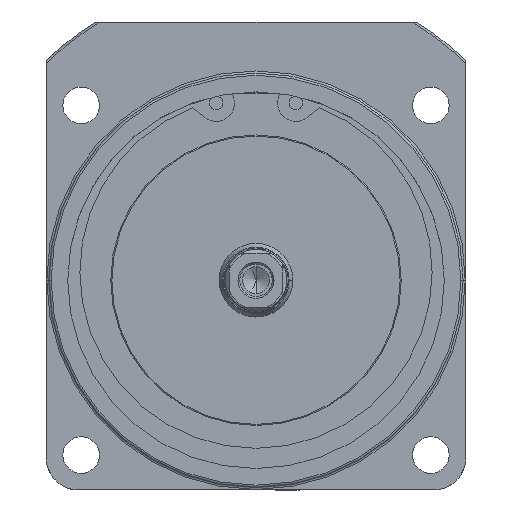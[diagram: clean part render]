
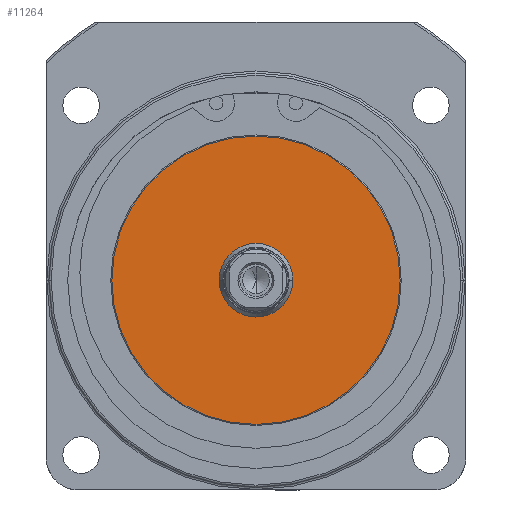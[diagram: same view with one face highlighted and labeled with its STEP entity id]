
A CAD part, front view. The second image highlights one B-rep face of the part: STEP entity #11264.
In plain terms, the highlighted planar face has unit normal (0, -1, 0).
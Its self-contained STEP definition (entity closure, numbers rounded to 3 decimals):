
#361 = CARTESIAN_POINT ( 'NONE',  ( 0., -127.7, 0. ) ) ;
#365 = DIRECTION ( 'NONE',  ( 0., -1., 0. ) ) ;
#366 = DIRECTION ( 'NONE',  ( 1., 0., 0. ) ) ;
#367 = CARTESIAN_POINT ( 'NONE',  ( 0., -127.7, 0. ) ) ;
#368 = DIRECTION ( 'NONE',  ( 0., -1., 0. ) ) ;
#369 = DIRECTION ( 'NONE',  ( 1., 0., 0. ) ) ;
#704 = AXIS2_PLACEMENT_3D ( 'NONE', #10357, #10358, #10359 ) ;
#735 = AXIS2_PLACEMENT_3D ( 'NONE', #10493, #10494, #10495 ) ;
#831 = EDGE_CURVE ( 'NONE', #6595, #6518, #8590, .T. ) ;
#835 = EDGE_CURVE ( 'NONE', #6625, #6488, #8591, .T. ) ;
#1364 = FACE_OUTER_BOUND ( 'NONE', #4981, .T. ) ;
#1371 = FACE_BOUND ( 'NONE', #5508, .T. ) ;
#1373 = AXIS2_PLACEMENT_3D ( 'NONE', #2784, #2785, #2786 ) ;
#2783 = PLANE ( 'NONE',  #1373 ) ;
#2784 = CARTESIAN_POINT ( 'NONE',  ( -26.8, -127.7, 0. ) ) ;
#2785 = DIRECTION ( 'NONE',  ( 0., 1., 0. ) ) ;
#2786 = DIRECTION ( 'NONE',  ( -1., 0., 0. ) ) ;
#4981 = EDGE_LOOP ( 'NONE', ( #5074, #5072 ) ) ;
#5069 = ORIENTED_EDGE ( 'NONE', *, *, #8230, .F. ) ;
#5071 = ORIENTED_EDGE ( 'NONE', *, *, #835, .F. ) ;
#5072 = ORIENTED_EDGE ( 'NONE', *, *, #831, .T. ) ;
#5074 = ORIENTED_EDGE ( 'NONE', *, *, #8263, .T. ) ;
#5508 = EDGE_LOOP ( 'NONE', ( #5071, #5069 ) ) ;
#6488 = VERTEX_POINT ( 'NONE', #7443 ) ;
#6518 = VERTEX_POINT ( 'NONE', #7473 ) ;
#6595 = VERTEX_POINT ( 'NONE', #7550 ) ;
#6625 = VERTEX_POINT ( 'NONE', #7580 ) ;
#7443 = CARTESIAN_POINT ( 'NONE',  ( -6.85, -127.7, 0. ) ) ;
#7473 = CARTESIAN_POINT ( 'NONE',  ( 26.8, -127.7, 0. ) ) ;
#7550 = CARTESIAN_POINT ( 'NONE',  ( -26.8, -127.7, 0. ) ) ;
#7580 = CARTESIAN_POINT ( 'NONE',  ( 6.85, -127.7, 0. ) ) ;
#8230 = EDGE_CURVE ( 'NONE', #6488, #6625, #8755, .T. ) ;
#8263 = EDGE_CURVE ( 'NONE', #6518, #6595, #8776, .T. ) ;
#8590 = CIRCLE ( 'NONE', #10020, 26.8 ) ;
#8591 = CIRCLE ( 'NONE', #10328, 6.85 ) ;
#8755 = CIRCLE ( 'NONE', #704, 6.85 ) ;
#8776 = CIRCLE ( 'NONE', #735, 26.8 ) ;
#10020 = AXIS2_PLACEMENT_3D ( 'NONE', #361, #365, #366 ) ;
#10328 = AXIS2_PLACEMENT_3D ( 'NONE', #367, #368, #369 ) ;
#10357 = CARTESIAN_POINT ( 'NONE',  ( 0., -127.7, 0. ) ) ;
#10358 = DIRECTION ( 'NONE',  ( 0., -1., 0. ) ) ;
#10359 = DIRECTION ( 'NONE',  ( 1., 0., 0. ) ) ;
#10493 = CARTESIAN_POINT ( 'NONE',  ( 0., -127.7, 0. ) ) ;
#10494 = DIRECTION ( 'NONE',  ( 0., -1., 0. ) ) ;
#10495 = DIRECTION ( 'NONE',  ( 1., 0., 0. ) ) ;
#11264 = ADVANCED_FACE ( 'NONE', ( #1364, #1371 ), #2783, .F. ) ;
